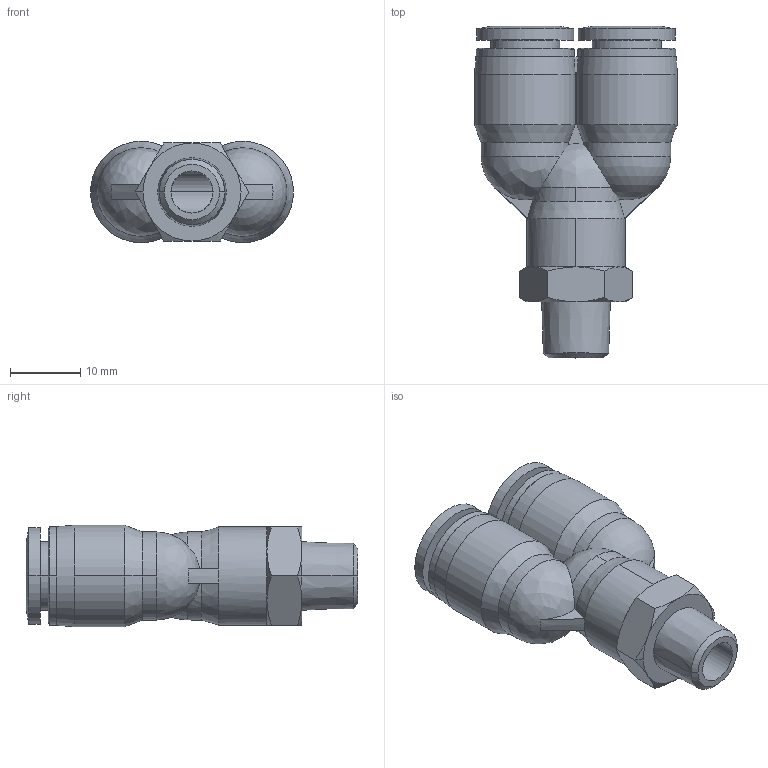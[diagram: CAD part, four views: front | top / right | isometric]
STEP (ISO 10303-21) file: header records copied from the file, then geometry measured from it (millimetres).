
FILE_DESCRIPTION (( 'STEP AP214' ), '1' );
FILE_NAME ('MY8M-18R.step', '2016-02-24T20:45:58', ( '' ), ( '' ), 'SwSTEP 2.0', 'SolidWorks 2015', '' );
FILE_SCHEMA (( 'AUTOMOTIVE_DESIGN' ));
Length unit declared in the file: inch
Products named in the file (1): MY8M-18R
Bounding box: 29 x 47.4 x 14.5 mm (x, y, z)
Volume: 6743.9 mm3; surface area: 5306.6 mm2
Topology: 1 solids, 1 shells, 105 faces, 254 edges, 154 vertices
Faces by surface type: cylinder 35, cone 35, plane 23, bspline 6, torus 5, sphere 1
Entity records: 3383 total; most frequent: CARTESIAN_POINT 969, DIRECTION 499, ORIENTED_EDGE 498, EDGE_CURVE 249, AXIS2_PLACEMENT_3D 214, VERTEX_POINT 154, EDGE_LOOP 117, CIRCLE 114
